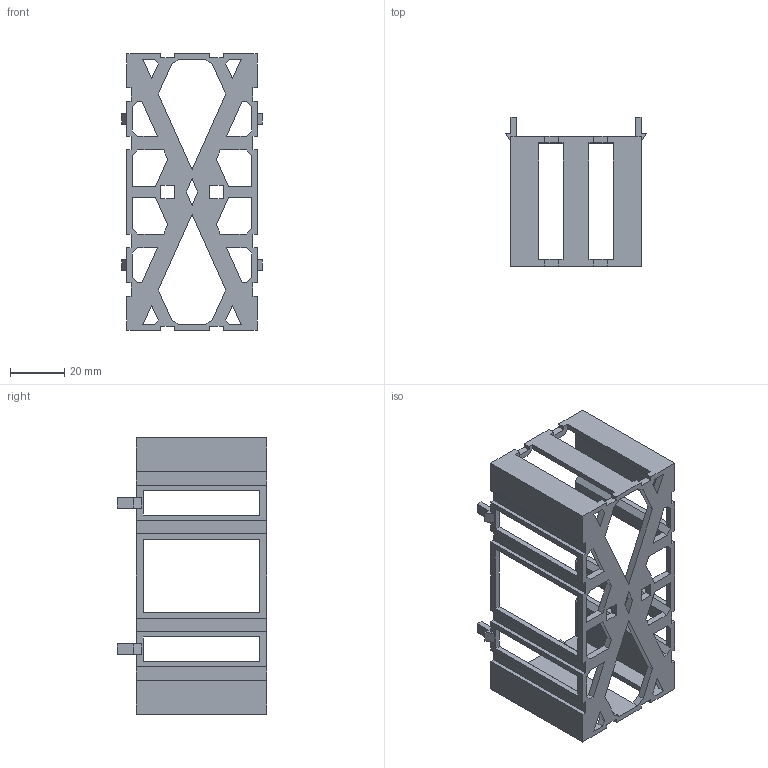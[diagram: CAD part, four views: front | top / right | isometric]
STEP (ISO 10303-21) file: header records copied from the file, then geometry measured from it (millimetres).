
FILE_DESCRIPTION(/* description */ (''),/* implementation_level */ '2;1');
FILE_NAME(/* name */ '03c8b774-fa19-4160-8e97-72222c89d560.stp',/* time_stamp */ '2021-12-10T13:39:08+00:00',/* author */ (''),/* organization */ (''),/* preprocessor_version */ 'ST-DEVELOPER v18.1',/* originating_system */ 'Autodesk Translation Framework v10.10.0.1391',/* authorisation */ '');
FILE_SCHEMA (('AUTOMOTIVE_DESIGN { 1 0 10303 214 3 1 1 }'));
Length unit declared in the file: millimetre
Products named in the file (1): 2 Cube Module
Bounding box: 52 x 55 x 102 mm (x, y, z)
Volume: 28286.1 mm3; surface area: 27304 mm2
Topology: 1 solids, 1 shells, 244 faces, 758 edges, 488 vertices
Faces by surface type: plane 244
Entity records: 8334 total; most frequent: ORIENTED_EDGE 1516, CARTESIAN_POINT 1491, DIRECTION 1248, LINE 758, VECTOR 758, EDGE_CURVE 758, VERTEX_POINT 488, EDGE_LOOP 270
